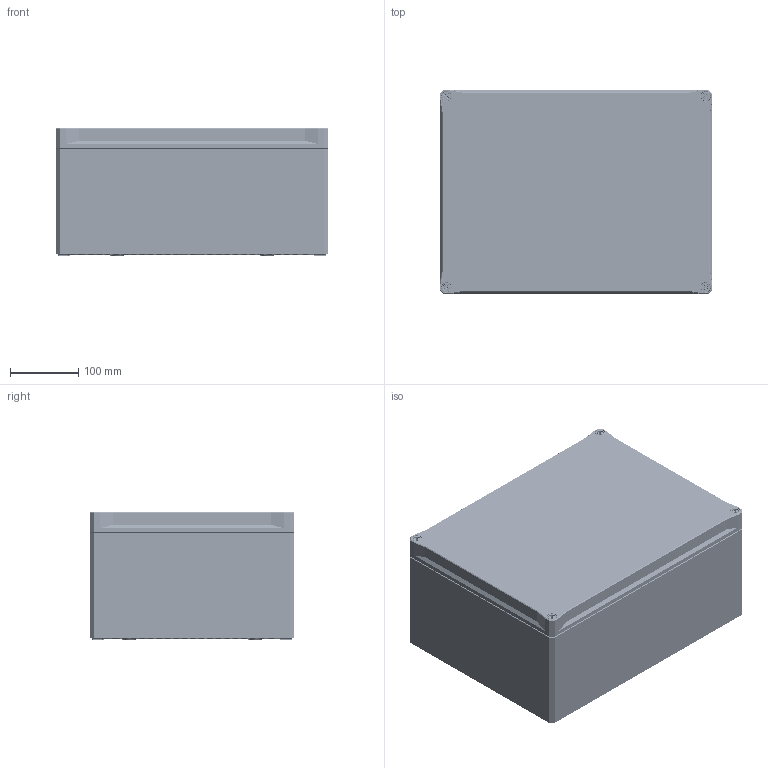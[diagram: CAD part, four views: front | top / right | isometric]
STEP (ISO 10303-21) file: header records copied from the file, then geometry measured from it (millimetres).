
FILE_DESCRIPTION(/* description */ (''),/* implementation_level */ '2;1');
FILE_NAME(/* name */ '0907104380 MBI-L-PC BK 403019 OK.stp',/* time_stamp */ '2024-06-03T08:15:45+02:00',/* author */ ('alexander.rose'),/* organization */ (''),/* preprocessor_version */ 'ST-DEVELOPER v18.1',/* originating_system */ 'Autodesk Inventor 2022',/* authorisation */ '');
FILE_SCHEMA (('AUTOMOTIVE_DESIGN { 1 0 10303 214 3 1 1 }'));
Products named in the file (5): 0907104380 MBI-L-PC BK 403019 OK; Dichtung_4030xx; 0903104331-OT_403003 Klar; 0905104352-UT BK_403015 - O; 0900000004 - Schraube M14 BK
Assembly tree (7 placements, depth 2):
  0907104380 MBI-L-PC BK 403019 OK
    Dichtung_4030xx
    0903104331-OT_403003 Klar
    0905104352-UT BK_403015 - O
    0900000004 - Schraube M14 BK  x4
Bounding box: 400 x 300 x 187 mm (x, y, z)
Volume: 2354329.1 mm3; surface area: 1116857.2 mm2
Topology: 7 solids, 7 shells, 5097 faces, 11296 edges, 6660 vertices
Faces by surface type: plane 1125, torus 1102, bspline 1050, cylinder 912, cone 580, sphere 328
Full cylindrical faces by diameter (mm): 4.2 x116, 8 x4, 14 x8
Entity records: 126441 total; most frequent: CARTESIAN_POINT 38274, DIRECTION 19768, ORIENTED_EDGE 17568, AXIS2_PLACEMENT_3D 8926, EDGE_CURVE 8784, CIRCLE 5464, VERTEX_POINT 5250, EDGE_LOOP 4488
